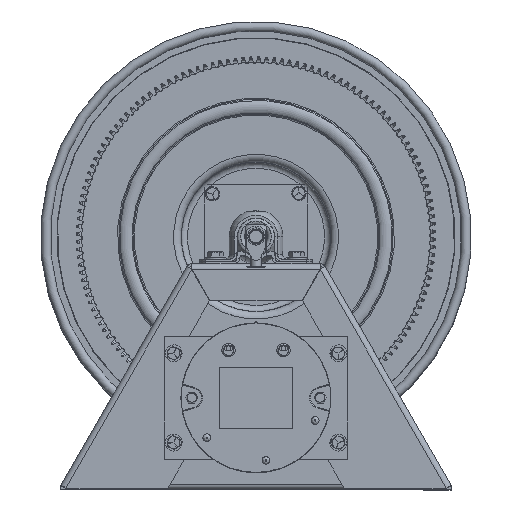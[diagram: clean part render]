
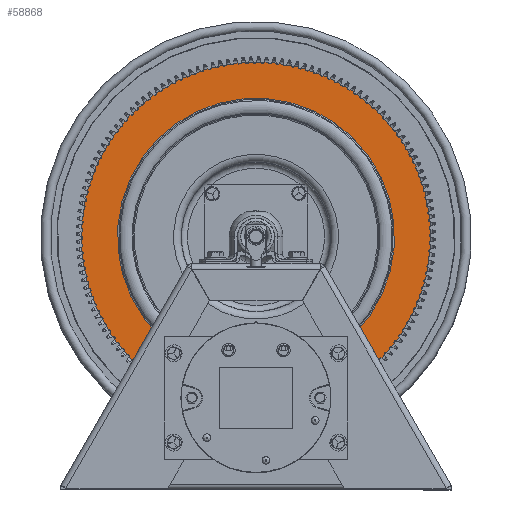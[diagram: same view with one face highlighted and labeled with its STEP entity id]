
A CAD part, top view. The second image highlights one B-rep face of the part: STEP entity #58868.
In plain terms, the highlighted planar face has unit normal (0, 0, 1).
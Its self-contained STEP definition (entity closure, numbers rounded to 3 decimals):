
#1303=FACE_BOUND('',#7915,.T.);
#3919=PLANE('',#62463);
#5033=FACE_OUTER_BOUND('',#7914,.T.);
#7914=EDGE_LOOP('',(#41101,#41102));
#7915=EDGE_LOOP('',(#41103,#41104));
#19328=CIRCLE('',#62460,5.667);
#19330=CIRCLE('',#62462,5.667);
#19331=CIRCLE('',#62464,7.159);
#19332=CIRCLE('',#62465,7.159);
#22884=VERTEX_POINT('',#89530);
#22885=VERTEX_POINT('',#89531);
#22886=VERTEX_POINT('',#89536);
#22887=VERTEX_POINT('',#89537);
#30325=EDGE_CURVE('',#22884,#22885,#19328,.T.);
#30327=EDGE_CURVE('',#22885,#22884,#19330,.T.);
#30328=EDGE_CURVE('',#22886,#22887,#19331,.T.);
#30329=EDGE_CURVE('',#22887,#22886,#19332,.T.);
#41101=ORIENTED_EDGE('',*,*,#30328,.T.);
#41102=ORIENTED_EDGE('',*,*,#30329,.T.);
#41103=ORIENTED_EDGE('',*,*,#30325,.F.);
#41104=ORIENTED_EDGE('',*,*,#30327,.F.);
#58868=ADVANCED_FACE('',(#5033,#1303),#3919,.T.);
#62460=AXIS2_PLACEMENT_3D('',#89532,#69598,#69599);
#62462=AXIS2_PLACEMENT_3D('',#89534,#69602,#69603);
#62463=AXIS2_PLACEMENT_3D('',#89535,#69604,#69605);
#62464=AXIS2_PLACEMENT_3D('',#89538,#69606,#69607);
#62465=AXIS2_PLACEMENT_3D('',#89539,#69608,#69609);
#69598=DIRECTION('center_axis',(0.,0.,
1.));
#69599=DIRECTION('ref_axis',(0.712,-0.702,0.));
#69602=DIRECTION('center_axis',(0.,0.,
1.));
#69603=DIRECTION('ref_axis',(0.712,-0.702,0.));
#69604=DIRECTION('center_axis',(0.,0.,
1.));
#69605=DIRECTION('ref_axis',(-0.702,-0.712,0.));
#69606=DIRECTION('center_axis',(0.,0.,
1.));
#69607=DIRECTION('ref_axis',(0.712,-0.702,0.));
#69608=DIRECTION('center_axis',(0.,0.,
1.));
#69609=DIRECTION('ref_axis',(0.712,-0.702,0.));
#89530=CARTESIAN_POINT('',(4.034,-2.762,14.048));
#89531=CARTESIAN_POINT('',(3.98,5.252,14.048));
#89532=CARTESIAN_POINT('Origin',(0.,1.218,14.048));
#89534=CARTESIAN_POINT('Origin',(0.,1.218,14.048));
#89535=CARTESIAN_POINT('Origin',(4.565,-3.286,14.048));
#89536=CARTESIAN_POINT('',(5.096,-3.81,14.048));
#89537=CARTESIAN_POINT('',(5.028,6.315,14.048));
#89538=CARTESIAN_POINT('Origin',(0.,1.218,14.048));
#89539=CARTESIAN_POINT('Origin',(0.,1.218,14.048));
